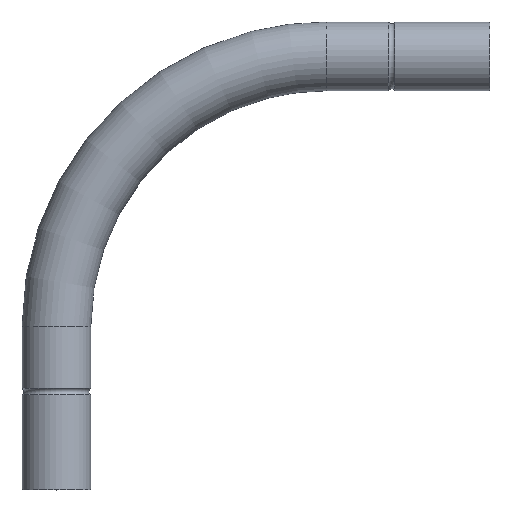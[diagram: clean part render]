
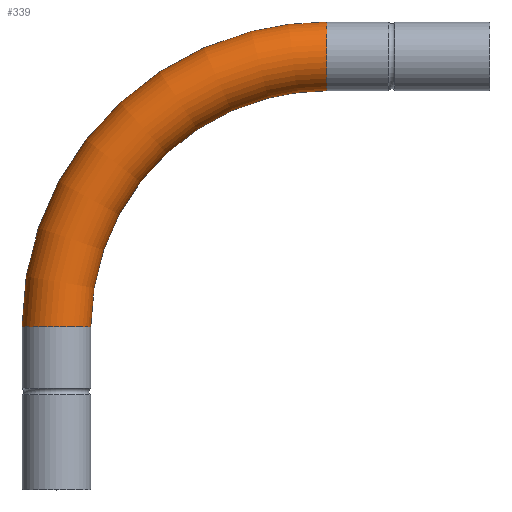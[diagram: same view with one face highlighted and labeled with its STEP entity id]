
A CAD part, top view. The second image highlights one B-rep face of the part: STEP entity #339.
In plain terms, the highlighted toroidal (fillet/blend) face has major radius 110 mm and minor radius 14 mm.
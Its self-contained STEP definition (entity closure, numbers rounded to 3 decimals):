
#10 = VERTEX_POINT ( 'NONE', #256 ) ;
#23 = EDGE_CURVE ( 'NONE', #10, #10, #290, .T. ) ;
#27 = AXIS2_PLACEMENT_3D ( 'NONE', #205, #299, #131 ) ;
#96 = FACE_OUTER_BOUND ( 'NONE', #175, .T. ) ;
#109 = TOROIDAL_SURFACE ( 'NONE', #228, 110., 14. ) ;
#113 = CARTESIAN_POINT ( 'NONE',  ( -110., 0., 14. ) ) ;
#130 = DIRECTION ( 'NONE',  ( 0., 0., 1. ) ) ;
#131 = DIRECTION ( 'NONE',  ( 0., 0., 1. ) ) ;
#134 = FACE_OUTER_BOUND ( 'NONE', #317, .T. ) ;
#175 = EDGE_LOOP ( 'NONE', ( #356 ) ) ;
#205 = CARTESIAN_POINT ( 'NONE',  ( 0., 110., 0. ) ) ;
#206 = CARTESIAN_POINT ( 'NONE',  ( 0., 0., 0. ) ) ;
#218 = ORIENTED_EDGE ( 'NONE', *, *, #249, .F. ) ;
#228 = AXIS2_PLACEMENT_3D ( 'NONE', #206, #336, #367 ) ;
#249 = EDGE_CURVE ( 'NONE', #282, #282, #419, .T. ) ;
#256 = CARTESIAN_POINT ( 'NONE',  ( 0., 110., 14. ) ) ;
#282 = VERTEX_POINT ( 'NONE', #113 ) ;
#290 = CIRCLE ( 'NONE', #27, 14. ) ;
#299 = DIRECTION ( 'NONE',  ( -1., 0., 0. ) ) ;
#303 = AXIS2_PLACEMENT_3D ( 'NONE', #307, #368, #130 ) ;
#307 = CARTESIAN_POINT ( 'NONE',  ( -110., 0., 0. ) ) ;
#317 = EDGE_LOOP ( 'NONE', ( #218 ) ) ;
#336 = DIRECTION ( 'NONE',  ( 0., 0., -1. ) ) ;
#339 = ADVANCED_FACE ( 'NONE', ( #96, #134 ), #109, .T. ) ;
#356 = ORIENTED_EDGE ( 'NONE', *, *, #23, .T. ) ;
#367 = DIRECTION ( 'NONE',  ( -1., 0., 0. ) ) ;
#368 = DIRECTION ( 'NONE',  ( 0., -1., 0. ) ) ;
#419 = CIRCLE ( 'NONE', #303, 14. ) ;
